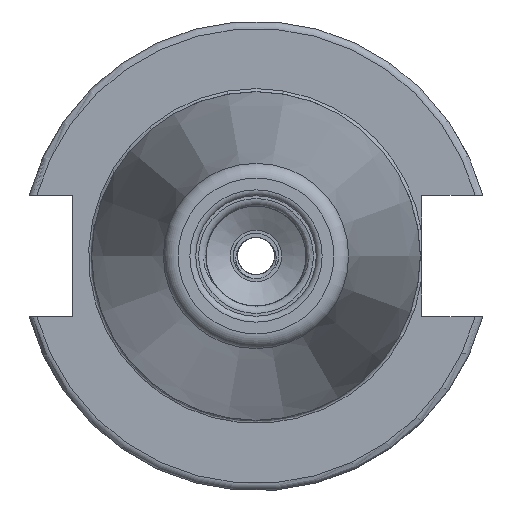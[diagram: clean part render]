
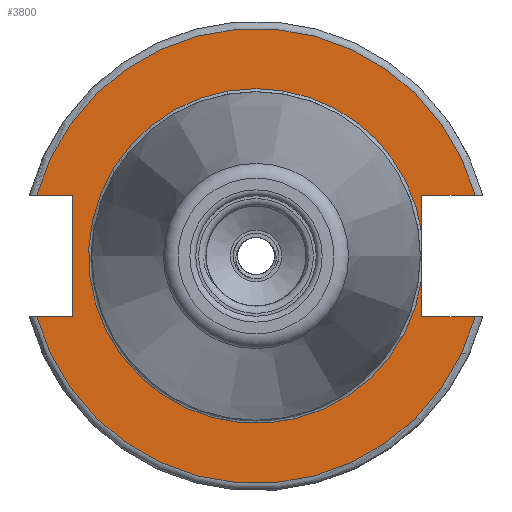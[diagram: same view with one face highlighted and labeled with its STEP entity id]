
A CAD part, left-side view. The second image highlights one B-rep face of the part: STEP entity #3800.
In plain terms, the highlighted planar face has unit normal (-1, 0, 0).
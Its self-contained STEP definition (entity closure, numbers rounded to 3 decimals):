
#77=PLANE('',#4067);
#280=FACE_OUTER_BOUND('',#492,.T.);
#492=EDGE_LOOP('',(#3180,#3181,#3182,#3183,#3184,#3185,#3186,#3187,#3188,
#3189,#3190));
#602=CIRCLE('',#4068,30.775);
#603=CIRCLE('',#4069,22.637);
#604=CIRCLE('',#4070,22.637);
#605=CIRCLE('',#4071,30.775);
#1105=LINE('',#13797,#1266);
#1106=LINE('',#13801,#1267);
#1107=LINE('',#13803,#1268);
#1108=LINE('',#13809,#1269);
#1109=LINE('',#13811,#1270);
#1110=LINE('',#13815,#1271);
#1111=LINE('',#13816,#1272);
#1266=VECTOR('',#4703,10.);
#1267=VECTOR('',#4706,10.);
#1268=VECTOR('',#4707,10.);
#1269=VECTOR('',#4712,10.);
#1270=VECTOR('',#4713,10.);
#1271=VECTOR('',#4716,10.);
#1272=VECTOR('',#4717,10.);
#1624=VERTEX_POINT('',#13795);
#1625=VERTEX_POINT('',#13796);
#1626=VERTEX_POINT('',#13798);
#1627=VERTEX_POINT('',#13800);
#1628=VERTEX_POINT('',#13802);
#1629=VERTEX_POINT('',#13804);
#1630=VERTEX_POINT('',#13806);
#1631=VERTEX_POINT('',#13808);
#1632=VERTEX_POINT('',#13810);
#1633=VERTEX_POINT('',#13812);
#1634=VERTEX_POINT('',#13814);
#2176=EDGE_CURVE('',#1624,#1625,#1105,.T.);
#2177=EDGE_CURVE('',#1626,#1625,#602,.T.);
#2178=EDGE_CURVE('',#1626,#1627,#1106,.T.);
#2179=EDGE_CURVE('',#1627,#1628,#1107,.T.);
#2180=EDGE_CURVE('',#1628,#1629,#603,.T.);
#2181=EDGE_CURVE('',#1629,#1630,#604,.T.);
#2182=EDGE_CURVE('',#1630,#1631,#1108,.T.);
#2183=EDGE_CURVE('',#1631,#1632,#1109,.T.);
#2184=EDGE_CURVE('',#1633,#1632,#605,.T.);
#2185=EDGE_CURVE('',#1633,#1634,#1110,.T.);
#2186=EDGE_CURVE('',#1634,#1624,#1111,.T.);
#3180=ORIENTED_EDGE('',*,*,#2176,.T.);
#3181=ORIENTED_EDGE('',*,*,#2177,.F.);
#3182=ORIENTED_EDGE('',*,*,#2178,.T.);
#3183=ORIENTED_EDGE('',*,*,#2179,.T.);
#3184=ORIENTED_EDGE('',*,*,#2180,.T.);
#3185=ORIENTED_EDGE('',*,*,#2181,.T.);
#3186=ORIENTED_EDGE('',*,*,#2182,.T.);
#3187=ORIENTED_EDGE('',*,*,#2183,.T.);
#3188=ORIENTED_EDGE('',*,*,#2184,.F.);
#3189=ORIENTED_EDGE('',*,*,#2185,.T.);
#3190=ORIENTED_EDGE('',*,*,#2186,.T.);
#3800=ADVANCED_FACE('',(#280),#77,.T.);
#4067=AXIS2_PLACEMENT_3D('',#13794,#4701,#4702);
#4068=AXIS2_PLACEMENT_3D('',#13799,#4704,#4705);
#4069=AXIS2_PLACEMENT_3D('',#13805,#4708,#4709);
#4070=AXIS2_PLACEMENT_3D('',#13807,#4710,#4711);
#4071=AXIS2_PLACEMENT_3D('',#13813,#4714,#4715);
#4701=DIRECTION('center_axis',(-1.,0.,0.));
#4702=DIRECTION('ref_axis',(0.,0.,1.));
#4703=DIRECTION('',(0.,1.,0.));
#4704=DIRECTION('center_axis',(1.,0.,0.));
#4705=DIRECTION('ref_axis',(0.,0.,-1.));
#4706=DIRECTION('',(0.,1.,0.));
#4707=DIRECTION('',(0.,0.,1.));
#4708=DIRECTION('center_axis',(1.,0.,0.));
#4709=DIRECTION('ref_axis',(0.,0.,-1.));
#4710=DIRECTION('center_axis',(1.,0.,0.));
#4711=DIRECTION('ref_axis',(0.,0.,-1.));
#4712=DIRECTION('',(0.,0.,1.));
#4713=DIRECTION('',(0.,-1.,0.));
#4714=DIRECTION('center_axis',(1.,0.,0.));
#4715=DIRECTION('ref_axis',(0.,0.,-1.));
#4716=DIRECTION('',(0.,-1.,0.));
#4717=DIRECTION('',(0.,0.,-1.));
#13794=CARTESIAN_POINT('Origin',(1.,30.775,0.));
#13795=CARTESIAN_POINT('',(1.,24.8,-8.19));
#13796=CARTESIAN_POINT('',(1.,29.665,-8.19));
#13797=CARTESIAN_POINT('',(1.,40.288,-8.19));
#13798=CARTESIAN_POINT('',(1.,-29.665,-8.19));
#13799=CARTESIAN_POINT('Origin',(1.,0.,
0.));
#13800=CARTESIAN_POINT('',(1.,-22.41,-8.19));
#13801=CARTESIAN_POINT('',(1.,4.183,-8.19));
#13802=CARTESIAN_POINT('',(1.,-22.41,-3.198));
#13803=CARTESIAN_POINT('',(1.,-22.41,4.095));
#13804=CARTESIAN_POINT('',(1.,0.,22.637));
#13805=CARTESIAN_POINT('Origin',(1.,0.,
0.));
#13806=CARTESIAN_POINT('',(1.,-22.41,3.198));
#13807=CARTESIAN_POINT('Origin',(1.,0.,
0.));
#13808=CARTESIAN_POINT('',(1.,-22.41,8.19));
#13809=CARTESIAN_POINT('',(1.,-22.41,4.095));
#13810=CARTESIAN_POINT('',(1.,-29.665,8.19));
#13811=CARTESIAN_POINT('',(1.,-8.317,8.19));
#13812=CARTESIAN_POINT('',(1.,29.665,8.19));
#13813=CARTESIAN_POINT('Origin',(1.,0.,
0.));
#13814=CARTESIAN_POINT('',(1.,24.8,8.19));
#13815=CARTESIAN_POINT('',(1.,27.788,8.19));
#13816=CARTESIAN_POINT('',(1.,24.8,-4.095));
